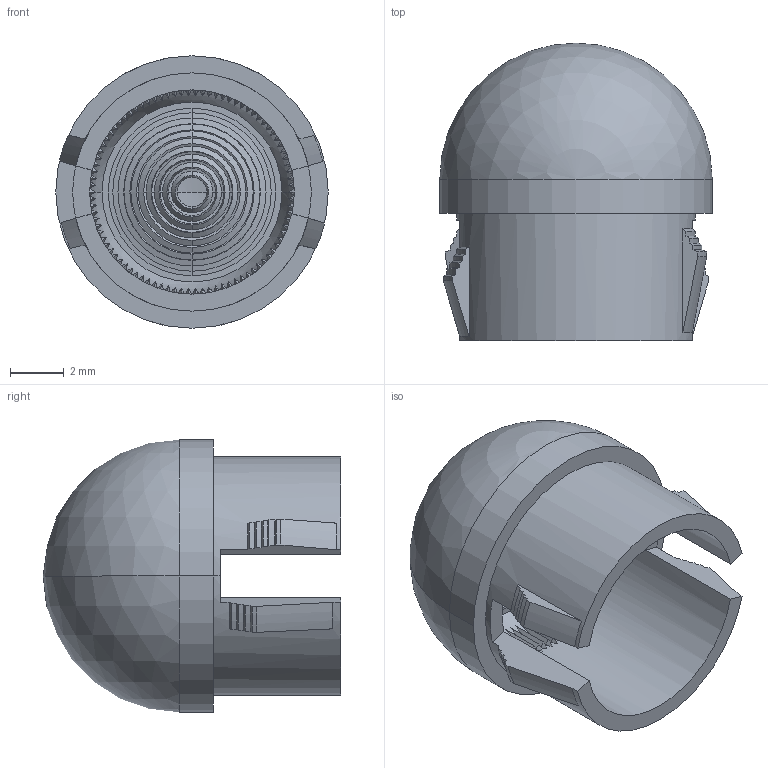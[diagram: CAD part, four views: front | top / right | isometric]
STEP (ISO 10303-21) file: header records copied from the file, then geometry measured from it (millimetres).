
FILE_DESCRIPTION (( 'STEP AP203' ), '1' );
FILE_NAME ('434x - Snap-in Lens Dwg B8106.STEP', '2017-11-07T22:49:48', ( '' ), ( '' ), 'SwSTEP 2.0', 'SolidWorks 2016', '' );
FILE_SCHEMA (( 'CONFIG_CONTROL_DESIGN' ));
Length unit declared in the file: inch
Products named in the file (1): 434x - Snap-in Lens Dwg B8106
Bounding box: 10.16 x 11.1 x 10.16 mm (x, y, z)
Volume: 281.9 mm3; surface area: 653.7 mm2
Topology: 1 solids, 1 shells, 489 faces, 1346 edges, 857 vertices
Faces by surface type: plane 194, bspline 180, cone 62, cylinder 27, sphere 26
Entity records: 19905 total; most frequent: CARTESIAN_POINT 8123, ORIENTED_EDGE 2676, DIRECTION 2290, EDGE_CURVE 1338, AXIS2_PLACEMENT_3D 866, VERTEX_POINT 853, VECTOR 558, LINE 558
